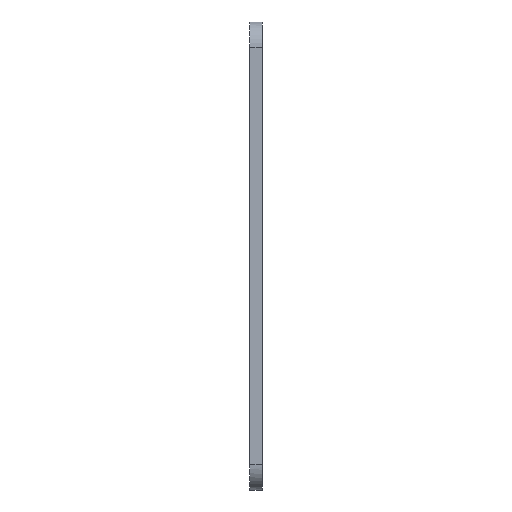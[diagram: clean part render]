
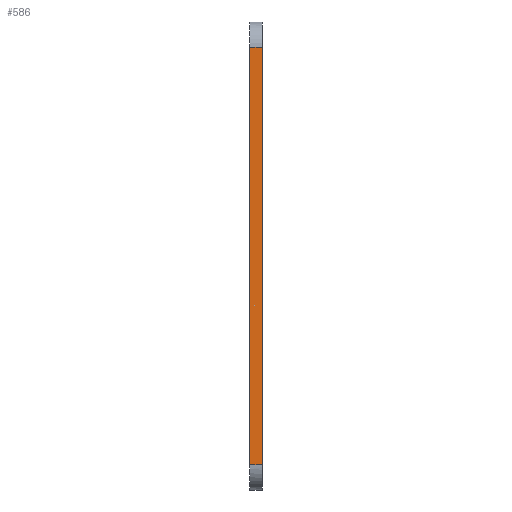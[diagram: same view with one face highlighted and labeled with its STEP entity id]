
A CAD part, front view. The second image highlights one B-rep face of the part: STEP entity #586.
In plain terms, the highlighted planar face has unit normal (0, -1, 0).
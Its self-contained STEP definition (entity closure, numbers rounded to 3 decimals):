
#568=AXIS2_PLACEMENT_3D('Plane Axis2P3D',#565,#566,#567) ;
#84=CARTESIAN_POINT('Line Origine',(0.,0.,18.5)) ;
#88=CARTESIAN_POINT('Vertex',(0.,0.,35.)) ;
#90=CARTESIAN_POINT('Vertex',(0.,0.,2.)) ;
#325=CARTESIAN_POINT('Line Origine',(1.,0.,18.5)) ;
#329=CARTESIAN_POINT('Vertex',(1.,0.,2.)) ;
#331=CARTESIAN_POINT('Vertex',(1.,0.,35.)) ;
#565=CARTESIAN_POINT('Axis2P3D Location',(0.,0.,37.)) ;
#570=CARTESIAN_POINT('Line Origine',(0.5,0.,2.)) ;
#575=CARTESIAN_POINT('Line Origine',(0.5,0.,35.)) ;
#85=DIRECTION('Vector Direction',(0.,0.,-1.)) ;
#326=DIRECTION('Vector Direction',(0.,0.,1.)) ;
#566=DIRECTION('Axis2P3D Direction',(0.,-1.,0.)) ;
#567=DIRECTION('Axis2P3D XDirection',(0.,0.,-1.)) ;
#571=DIRECTION('Vector Direction',(-1.,0.,0.)) ;
#576=DIRECTION('Vector Direction',(-1.,0.,0.)) ;
#86=VECTOR('Line Direction',#85,1.) ;
#327=VECTOR('Line Direction',#326,1.) ;
#572=VECTOR('Line Direction',#571,1.) ;
#577=VECTOR('Line Direction',#576,1.) ;
#581=ORIENTED_EDGE('',*,*,#92,.T.) ;
#582=ORIENTED_EDGE('',*,*,#574,.F.) ;
#583=ORIENTED_EDGE('',*,*,#333,.T.) ;
#584=ORIENTED_EDGE('',*,*,#579,.T.) ;
#586=ADVANCED_FACE('Koerper.2',(#585),#569,.T.) ;
#92=EDGE_CURVE('',#89,#91,#87,.T.) ;
#333=EDGE_CURVE('',#330,#332,#328,.T.) ;
#574=EDGE_CURVE('',#330,#91,#573,.T.) ;
#579=EDGE_CURVE('',#332,#89,#578,.T.) ;
#580=EDGE_LOOP('',(#581,#582,#583,#584)) ;
#585=FACE_OUTER_BOUND('',#580,.T.) ;
#87=LINE('Line',#84,#86) ;
#328=LINE('Line',#325,#327) ;
#573=LINE('Line',#570,#572) ;
#578=LINE('Line',#575,#577) ;
#569=PLANE('',#568) ;
#89=VERTEX_POINT('',#88) ;
#91=VERTEX_POINT('',#90) ;
#330=VERTEX_POINT('',#329) ;
#332=VERTEX_POINT('',#331) ;
